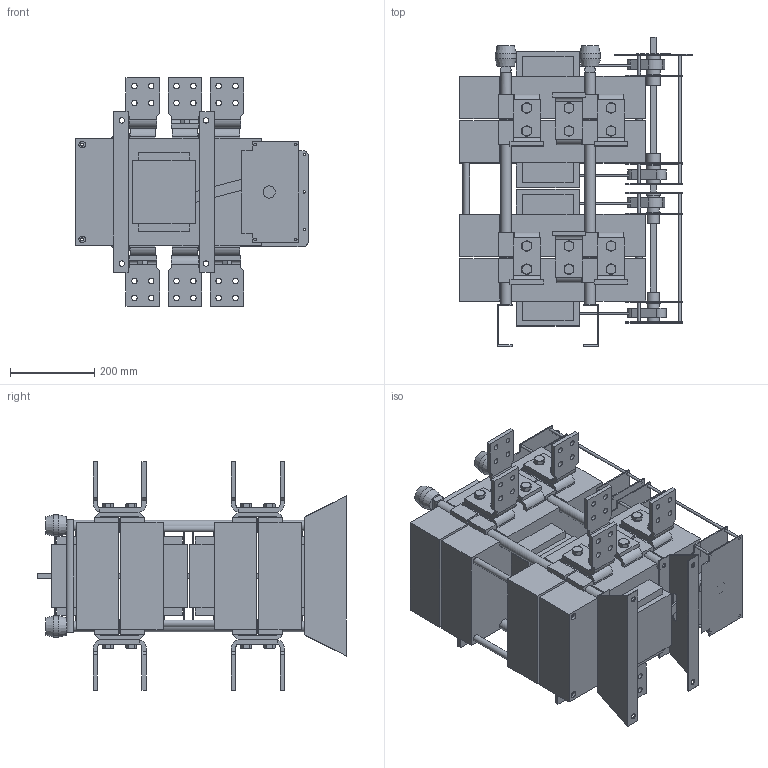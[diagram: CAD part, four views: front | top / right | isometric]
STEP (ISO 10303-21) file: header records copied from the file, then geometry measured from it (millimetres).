
FILE_DESCRIPTION(/* description */ (''),/* implementation_level */ '2;1');
FILE_NAME(/* name */ 'S5F20003PP0.stp',/* time_stamp */ '2021-02-02T12:59:28+01:00',/* author */ ('roa'),/* organization */ ('Telergon'),/* preprocessor_version */ 'ST-DEVELOPER v15.6',/* originating_system */ 'Autodesk Inventor 2015',/* authorisation */ '');
FILE_SCHEMA (('AUTOMOTIVE_DESIGN { 1 0 10303 214 3 1 1 }'));
Length unit declared in the file: centimetre
Products named in the file (1): S5F20003PP0
Bounding box: 551.5 x 733.5 x 543 mm (x, y, z)
Volume: 57022898.7 mm3; surface area: 3485208 mm2
Topology: 1 solids, 1 shells, 1561 faces, 4080 edges, 2660 vertices
Faces by surface type: plane 1107, cylinder 362, cone 68, bspline 24
Full cylindrical faces by diameter (mm): 5.5 x6, 6.5 x20, 7 x8, 10 x4, 10.5 x8, 11 x12, 13 x52, 16 x34, 18 x24, 18.5 x24, 23.166 x24, 25 x12, 29 x3, 29.1 x4, 34 x11, 50 x4, 80 x2
Entity records: 47312 total; most frequent: CARTESIAN_POINT 8404, DIRECTION 7506, ORIENTED_EDGE 7270, EDGE_CURVE 3635, VERTEX_POINT 2535, AXIS2_PLACEMENT_3D 2525, LINE 2456, VECTOR 2456
